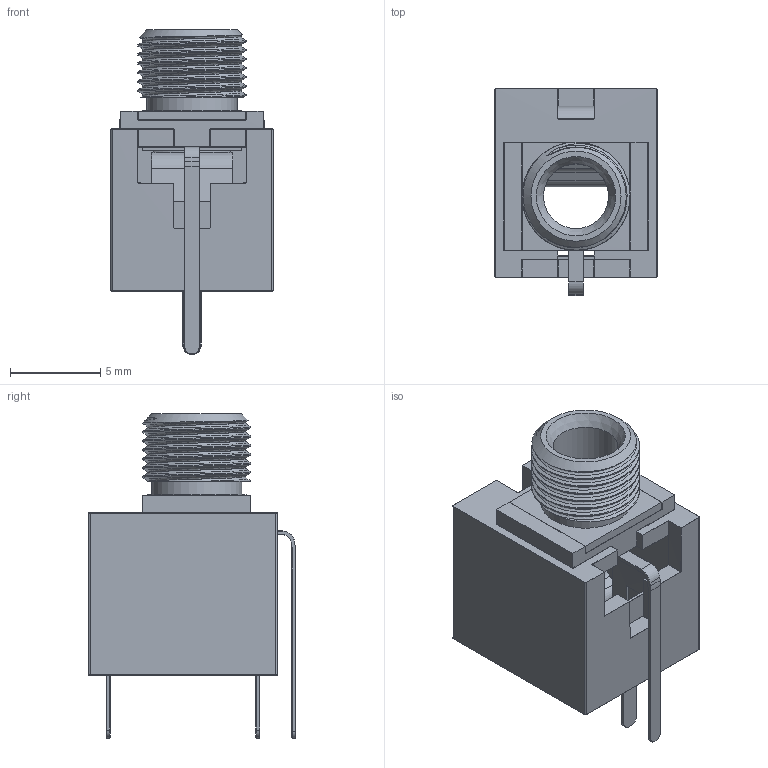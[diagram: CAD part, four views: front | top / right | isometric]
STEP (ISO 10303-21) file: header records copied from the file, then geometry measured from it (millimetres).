
FILE_DESCRIPTION((' '),'2;1');
FILE_NAME( 'WQP-WQP518MA.stp', '2022-08-29T14:30:49', (' '), ('--- Datakit www.datakit.com---'), ' Datakit CrossCadWare V2022.3 Jun 15 2022', 'DATAKIT 2022 (c)', ' ');
FILE_SCHEMA(('AP242_MANAGED_MODEL_BASED_3D_ENGINEERING_MIM_LF { 1 0 10303 442 1 1 4 }'));
Length unit declared in the file: millimetre
Products named in the file (1): WQP-WQP518MA
Bounding box: 9 x 11.5 x 18 mm (x, y, z)
Volume: 459.9 mm3; surface area: 1435.9 mm2
Topology: 5 solids, 5 shells, 617 faces, 1333 edges, 726 vertices
Faces by surface type: plane 455, cone 65, bspline 58, cylinder 39
Full cylindrical faces by diameter (mm): 3.6 x1, 4 x3, 5 x1
Entity records: 21951 total; most frequent: CARTESIAN_POINT 8531, ORIENTED_EDGE 2638, DIRECTION 2473, EDGE_CURVE 1319, VECTOR 1057, LINE 1057, VERTEX_POINT 722, AXIS2_PLACEMENT_3D 708
